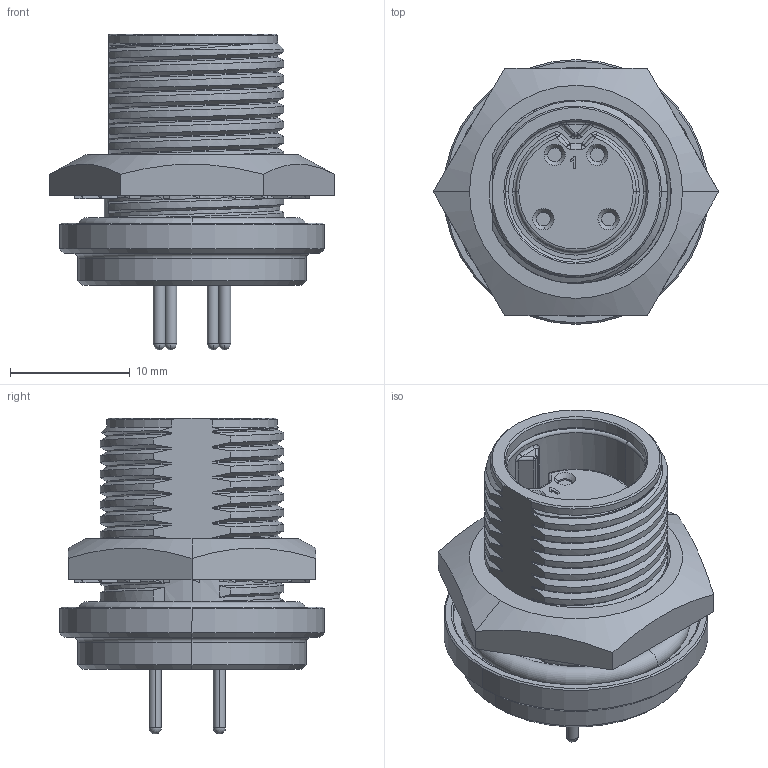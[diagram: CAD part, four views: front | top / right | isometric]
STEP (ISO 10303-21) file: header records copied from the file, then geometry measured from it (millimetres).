
FILE_DESCRIPTION (( 'STEP AP203' ), '1' );
FILE_NAME ('SF7281-4SG-3ES.STEP', '2017-04-06T14:33:12', ( '' ), ( '' ), 'SwSTEP 2.0', 'SolidWorks 2014', '' );
FILE_SCHEMA (( 'CONFIG_CONTROL_DESIGN' ));
Length unit declared in the file: inch
Products named in the file (2): SF7281-4SG-3ES
Bounding box: 23.82 x 22.1 x 26.37 mm (x, y, z)
Volume: 4253.7 mm3; surface area: 3709.1 mm2
Topology: 2 solids, 2 shells, 398 faces, 957 edges, 589 vertices
Faces by surface type: plane 186, cylinder 99, bspline 42, cone 33, torus 22, sphere 16
Entity records: 26176 total; most frequent: CARTESIAN_POINT 17325, ORIENTED_EDGE 1878, DIRECTION 1705, EDGE_CURVE 939, AXIS2_PLACEMENT_3D 595, VERTEX_POINT 587, LINE 515, VECTOR 515
